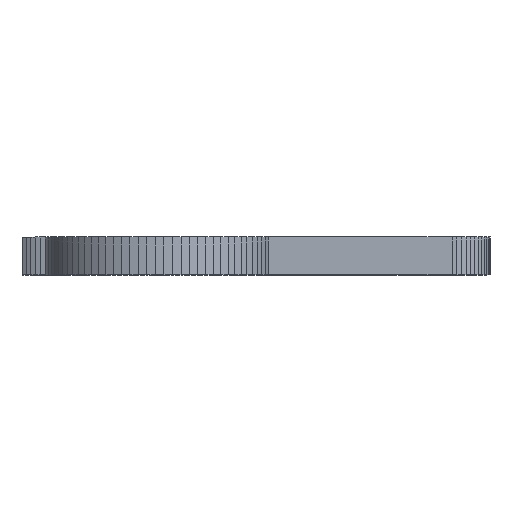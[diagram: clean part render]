
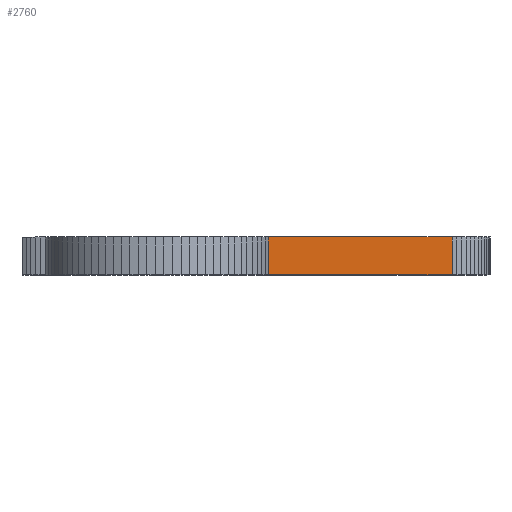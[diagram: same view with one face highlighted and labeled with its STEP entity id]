
A CAD part, top view. The second image highlights one B-rep face of the part: STEP entity #2760.
In plain terms, the highlighted planar face has unit normal (0, 0, 1).
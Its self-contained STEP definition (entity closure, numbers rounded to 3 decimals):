
#101 = EDGE_CURVE ( 'NONE', #364, #3448, #1795, .T. ) ;
#160 = VERTEX_POINT ( 'NONE', #5336 ) ;
#279 = CARTESIAN_POINT ( 'NONE',  ( 45.287, 4., 18.537 ) ) ;
#307 = VECTOR ( 'NONE', #4620, 1000. ) ;
#321 = DIRECTION ( 'NONE',  ( -1., 0., 0. ) ) ;
#364 = VERTEX_POINT ( 'NONE', #6331 ) ;
#657 = DIRECTION ( 'NONE',  ( 0., 0., 1. ) ) ;
#714 = VECTOR ( 'NONE', #321, 1000. ) ;
#758 = PLANE ( 'NONE',  #3019 ) ;
#947 = LINE ( 'NONE', #279, #714 ) ;
#960 = EDGE_LOOP ( 'NONE', ( #3850, #5153, #4798, #6363 ) ) ;
#1455 = VECTOR ( 'NONE', #3192, 1000. ) ;
#1780 = CARTESIAN_POINT ( 'NONE',  ( 25.949, 4., 18.537 ) ) ;
#1795 = LINE ( 'NONE', #3425, #1455 ) ;
#2064 = EDGE_CURVE ( 'NONE', #6915, #3448, #3103, .T. ) ;
#2208 = EDGE_CURVE ( 'NONE', #160, #6915, #947, .T. ) ;
#2760 = ADVANCED_FACE ( 'NONE', ( #6648 ), #758, .T. ) ;
#3019 = AXIS2_PLACEMENT_3D ( 'NONE', #4489, #657, #4451 ) ;
#3103 = LINE ( 'NONE', #4723, #3792 ) ;
#3192 = DIRECTION ( 'NONE',  ( -1., 0., 0. ) ) ;
#3425 = CARTESIAN_POINT ( 'NONE',  ( 45.287, 0., 18.537 ) ) ;
#3448 = VERTEX_POINT ( 'NONE', #5959 ) ;
#3600 = CARTESIAN_POINT ( 'NONE',  ( 45.287, 4., 18.537 ) ) ;
#3792 = VECTOR ( 'NONE', #5244, 1000. ) ;
#3850 = ORIENTED_EDGE ( 'NONE', *, *, #101, .F. ) ;
#4451 = DIRECTION ( 'NONE',  ( 1., 0., 0. ) ) ;
#4489 = CARTESIAN_POINT ( 'NONE',  ( 45.287, 4., 18.537 ) ) ;
#4620 = DIRECTION ( 'NONE',  ( 0., -1., 0. ) ) ;
#4723 = CARTESIAN_POINT ( 'NONE',  ( 25.949, 4., 18.537 ) ) ;
#4798 = ORIENTED_EDGE ( 'NONE', *, *, #2208, .T. ) ;
#5153 = ORIENTED_EDGE ( 'NONE', *, *, #6199, .F. ) ;
#5244 = DIRECTION ( 'NONE',  ( 0., -1., 0. ) ) ;
#5336 = CARTESIAN_POINT ( 'NONE',  ( 45.287, 4., 18.537 ) ) ;
#5777 = LINE ( 'NONE', #3600, #307 ) ;
#5959 = CARTESIAN_POINT ( 'NONE',  ( 25.949, 0., 18.537 ) ) ;
#6199 = EDGE_CURVE ( 'NONE', #160, #364, #5777, .T. ) ;
#6331 = CARTESIAN_POINT ( 'NONE',  ( 45.287, 0., 18.537 ) ) ;
#6363 = ORIENTED_EDGE ( 'NONE', *, *, #2064, .T. ) ;
#6648 = FACE_OUTER_BOUND ( 'NONE', #960, .T. ) ;
#6915 = VERTEX_POINT ( 'NONE', #1780 ) ;
